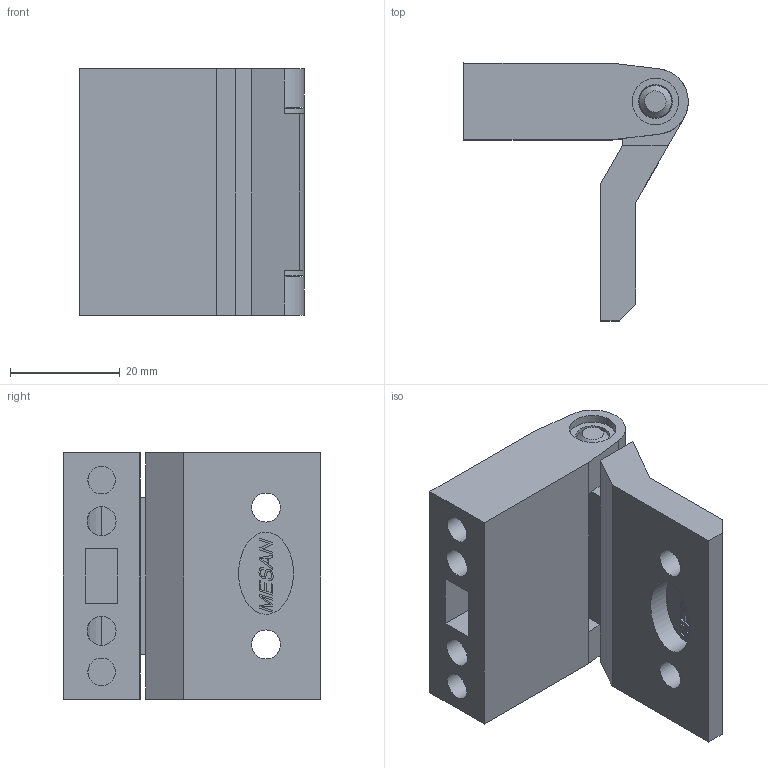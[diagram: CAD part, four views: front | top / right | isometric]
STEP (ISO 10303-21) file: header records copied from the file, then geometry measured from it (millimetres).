
FILE_DESCRIPTION( ( 'STEP AP203' ), '1' );
FILE_NAME( '100.M.F.25.step', '2007-01-18T15:36:47', ( ' ' ), ( ' ' ), 'XStep 1.0', ' ', ' ' );
FILE_SCHEMA( ( 'CONFIG_CONTROL_DESIGN' ) );
Length unit declared in the file: millimetre
Products named in the file (5): 1; 2; 3; 4; 5
Bounding box: 41.01 x 47.03 x 45 mm (x, y, z)
Volume: 28558 mm3; surface area: 15580.1 mm2
Topology: 5 solids, 5 shells, 332 faces, 860 edges, 555 vertices
Faces by surface type: plane 246, cone 55, cylinder 24, extrusion 7
Full cylindrical faces by diameter (mm): 5 x2, 5.3 x4, 5.9 x1, 6 x2, 6.2 x3, 8 x3, 8.1 x2, 8.5 x2, 12 x2
Entity records: 10781 total; most frequent: CARTESIAN_POINT 3033, ORIENTED_EDGE 1652, DIRECTION 1349, EDGE_CURVE 826, VERTEX_POINT 548, AXIS2_PLACEMENT_3D 485, EDGE_LOOP 394, VECTOR 379
